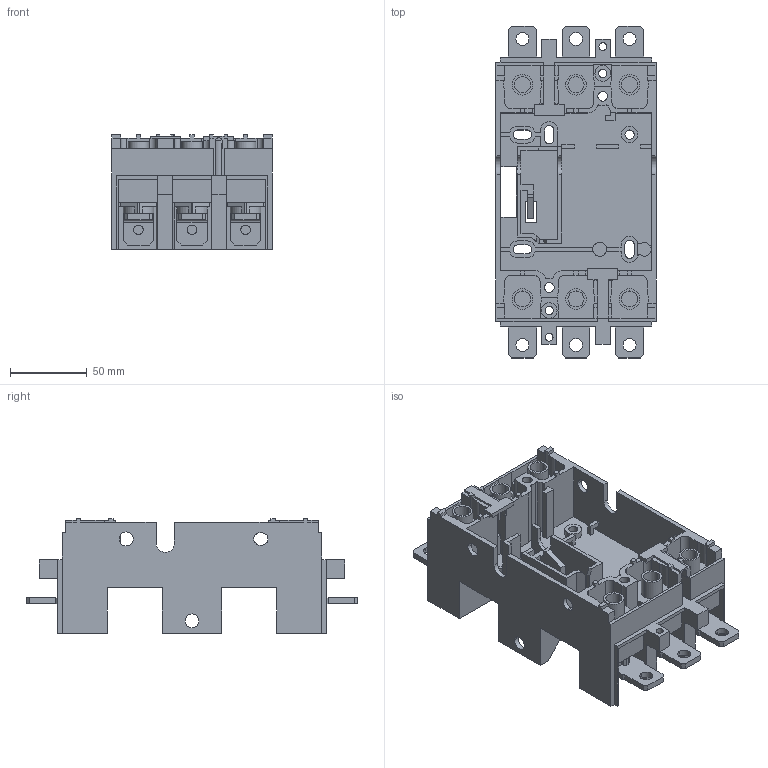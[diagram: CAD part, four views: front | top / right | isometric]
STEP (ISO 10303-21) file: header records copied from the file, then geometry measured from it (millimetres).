
FILE_DESCRIPTION((''),'2;1');
FILE_NAME('LV429266_ASM','2018-10-01T',('SESA468396'),('Schneider-Electric'),'PRO/ENGINEER BY PARAMETRIC TECHNOLOGY CORPORATION, 2015440','PRO/ENGINEER BY PARAMETRIC TECHNOLOGY CORPORATION, 2015440','');
FILE_SCHEMA(('CONFIG_CONTROL_DESIGN'));
Length unit declared in the file: millimetre
Products named in the file (3): LV429266-1; LV429266-2; LV429266_ASM
Assembly tree (7 placements, depth 2):
  LV429266_ASM
    LV429266-1
    LV429266-2  x6
Bounding box: 104.7 x 217 x 75 mm (x, y, z)
Volume: 390616.8 mm3; surface area: 180204 mm2
Topology: 7 solids, 7 shells, 781 faces, 2223 edges, 1471 vertices
Faces by surface type: plane 580, cylinder 201
Entity records: 21667 total; most frequent: CARTESIAN_POINT 3815, ORIENTED_EDGE 3786, DIRECTION 3583, EDGE_CURVE 1893, VECTOR 1545, LINE 1545, VERTEX_POINT 1251, AXIS2_PLACEMENT_3D 1019
